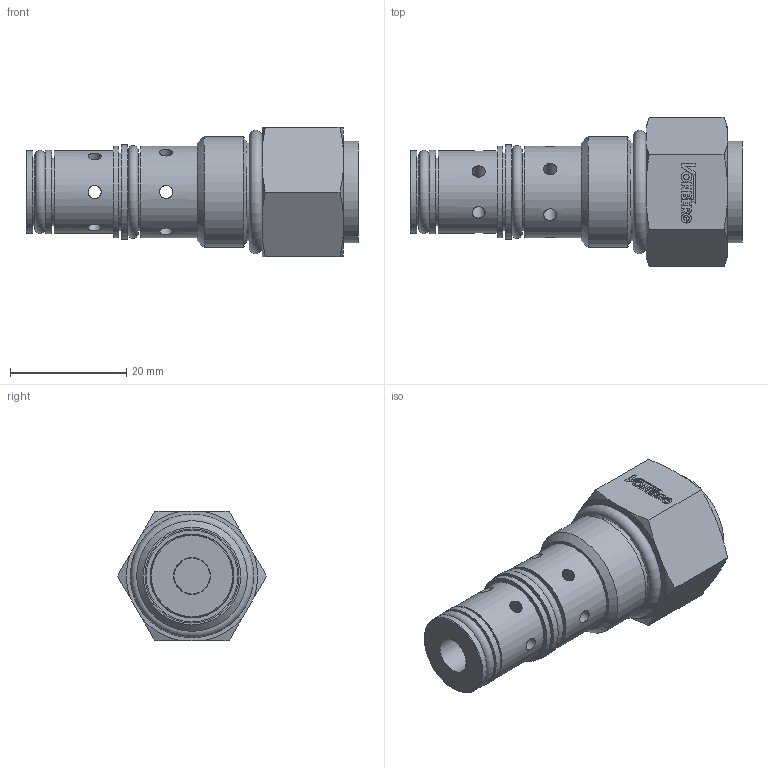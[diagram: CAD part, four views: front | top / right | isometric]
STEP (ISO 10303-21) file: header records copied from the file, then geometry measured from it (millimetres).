
FILE_DESCRIPTION((''),'2;1');
FILE_NAME('2508.stp','2015-01-26T15:53:26',('jml'),(''),'Autodesk Inventor 2010','Autodesk Inventor 2010','');
FILE_SCHEMA(('AUTOMOTIVE_DESIGN { 1 0 10303 214 1 1 1 1 }'));
Length unit declared in the file: inch
Products named in the file (8): 2508 (LevelofDetail1); 220883; 013 O-RING; 013 BACKUP; 014 O-RING; 014 BACKUP; 908 O-RING; 990047
Assembly tree (7 placements, depth 2):
  2508 (LevelofDetail1)
    220883
    013 O-RING
    013 BACKUP
    014 O-RING
    014 BACKUP
    908 O-RING
    990047
Bounding box: 57.15 x 25.66 x 22.23 mm (x, y, z)
Volume: 12685.7 mm3; surface area: 8554.1 mm2
Topology: 8 solids, 8 shells, 176 faces, 433 edges, 287 vertices
Faces by surface type: plane 107, cylinder 42, cone 19, torus 5, bspline 3
Full cylindrical faces by diameter (mm): 0.957 x1, 2.261 x12, 11.43 x1, 11.659 x1, 12.294 x1, 13.208 x1, 13.335 x1, 14.224 x2, 14.275 x1, 14.427 x1, 15.773 x2, 16.205 x1, 16.815 x1, 17.475 x1, 19.05 x1
Entity records: 6091 total; most frequent: CARTESIAN_POINT 1772, DIRECTION 799, ORIENTED_EDGE 760, EDGE_CURVE 380, AXIS2_PLACEMENT_3D 280, VERTEX_POINT 275, EDGE_LOOP 269, VECTOR 239
